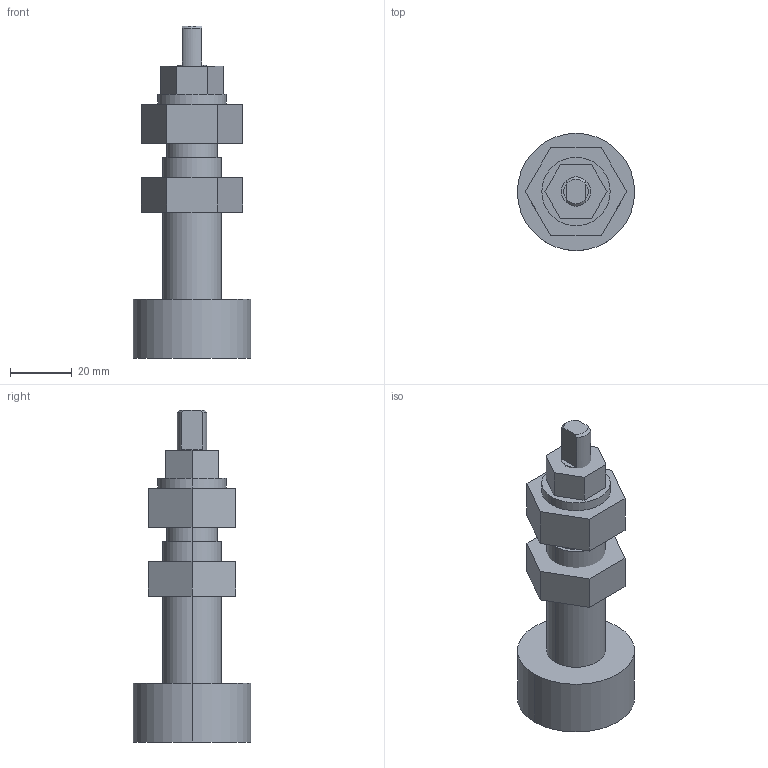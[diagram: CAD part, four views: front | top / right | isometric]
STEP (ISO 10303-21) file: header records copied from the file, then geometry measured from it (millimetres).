
FILE_DESCRIPTION((''),'2;1');
FILE_NAME('LJ7502M.stp','2000-07-03T12:20:43',(''),(''),'AutoCAD STEP 2000','AutoCAD 2000',', , ');
FILE_SCHEMA(('CONFIG_CONTROL_DESIGN'));
Length unit declared in the file: inch
Bounding box: 38.1 x 38.1 x 107.95 mm (x, y, z)
Volume: 56567.4 mm3; surface area: 18850.9 mm2
Topology: 3 solids, 3 shells, 51 faces, 118 edges, 78 vertices
Faces by surface type: plane 33, cylinder 14, cone 4
Entity records: 1551 total; most frequent: CARTESIAN_POINT 256, DIRECTION 254, ORIENTED_EDGE 236, EDGE_CURVE 118, AXIS2_PLACEMENT_3D 88, VERTEX_POINT 78, VECTOR 78, LINE 78
